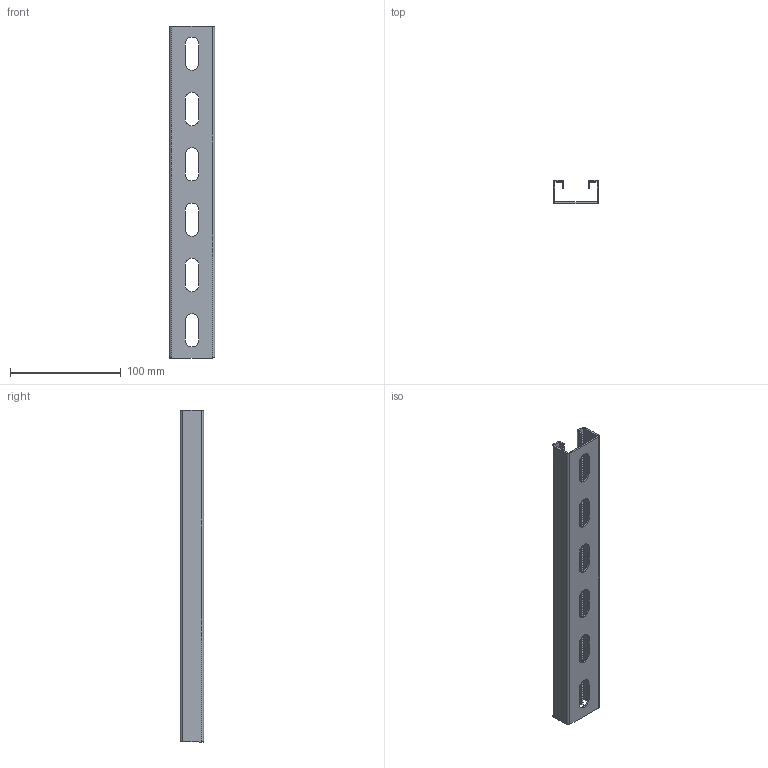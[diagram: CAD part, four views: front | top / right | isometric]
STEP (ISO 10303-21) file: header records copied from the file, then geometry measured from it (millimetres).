
FILE_DESCRIPTION (( 'STEP AP203' ), '1' );
FILE_NAME ('STRUT-镳铘桦黖h21-300.step', '2022-01-25T11:13:42', ( '' ), ( '' ), 'SwSTEP 2.0', 'SolidWorks 2017', '' );
FILE_SCHEMA (( 'CONFIG_CONTROL_DESIGN' ));
Length unit declared in the file: millimetre
Products named in the file (1): STRUT-镳铘桦黖h21-300
Bounding box: 41 x 21 x 300 mm (x, y, z)
Volume: 42888.2 mm3; surface area: 60004 mm2
Topology: 1 solids, 1 shells, 526 faces, 1572 edges, 1048 vertices
Faces by surface type: plane 508, cylinder 18
Entity records: 17453 total; most frequent: CARTESIAN_POINT 3147, ORIENTED_EDGE 3144, DIRECTION 2662, EDGE_CURVE 1572, VECTOR 1536, LINE 1536, VERTEX_POINT 1048, AXIS2_PLACEMENT_3D 563
